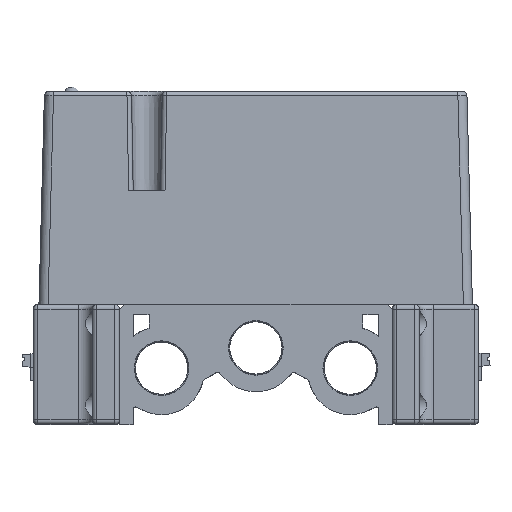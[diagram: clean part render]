
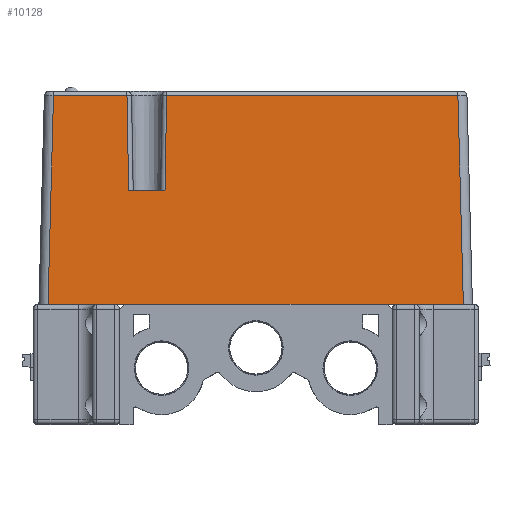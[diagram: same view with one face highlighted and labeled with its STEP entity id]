
A CAD part, front view. The second image highlights one B-rep face of the part: STEP entity #10128.
In plain terms, the highlighted planar face has unit normal (0, -1, 0.026).
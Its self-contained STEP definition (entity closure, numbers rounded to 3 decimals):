
#3696=FACE_OUTER_BOUND('',#45441,.T.);
#10128=ADVANCED_FACE('',(#3696),#15440,.T.);
#15440=PLANE('',#113286);
#18791=LINE('',#151868,#30772);
#21245=LINE('',#159396,#33226);
#21577=LINE('',#160293,#33558);
#21578=LINE('',#160296,#33559);
#21579=LINE('',#160298,#33560);
#21580=LINE('',#160300,#33561);
#21581=LINE('',#160302,#33562);
#21582=LINE('',#160304,#33563);
#21583=LINE('',#160306,#33564);
#21584=LINE('',#160307,#33565);
#30772=VECTOR('',#120445,1.);
#33226=VECTOR('',#126125,1.);
#33558=VECTOR('',#126771,1.);
#33559=VECTOR('',#126772,1.);
#33560=VECTOR('',#126773,1.);
#33561=VECTOR('',#126774,1.);
#33562=VECTOR('',#126775,1.);
#33563=VECTOR('',#126776,1.);
#33564=VECTOR('',#126777,1.);
#33565=VECTOR('',#126778,1.);
#45441=EDGE_LOOP('',(#57904,#57905,#57906,#57907,#57908,#57909,#57910,#57911,
#57912,#57913));
#57904=ORIENTED_EDGE('',*,*,#96821,.T.);
#57905=ORIENTED_EDGE('',*,*,#96822,.T.);
#57906=ORIENTED_EDGE('',*,*,#96823,.F.);
#57907=ORIENTED_EDGE('',*,*,#96824,.T.);
#57908=ORIENTED_EDGE('',*,*,#96825,.T.);
#57909=ORIENTED_EDGE('',*,*,#96826,.T.);
#57910=ORIENTED_EDGE('',*,*,#96827,.T.);
#57911=ORIENTED_EDGE('',*,*,#96379,.T.);
#57912=ORIENTED_EDGE('',*,*,#93288,.T.);
#57913=ORIENTED_EDGE('',*,*,#96828,.T.);
#82592=VERTEX_POINT('',#151867);
#82593=VERTEX_POINT('',#151869);
#84622=VERTEX_POINT('',#159397);
#85030=VERTEX_POINT('',#160294);
#85031=VERTEX_POINT('',#160295);
#85032=VERTEX_POINT('',#160297);
#85033=VERTEX_POINT('',#160299);
#85034=VERTEX_POINT('',#160301);
#85035=VERTEX_POINT('',#160303);
#85036=VERTEX_POINT('',#160305);
#93288=EDGE_CURVE('',#82593,#82592,#18791,.T.);
#96379=EDGE_CURVE('',#84622,#82593,#21245,.T.);
#96821=EDGE_CURVE('',#85030,#85031,#21577,.T.);
#96822=EDGE_CURVE('',#85031,#85032,#21578,.T.);
#96823=EDGE_CURVE('',#85033,#85032,#21579,.T.);
#96824=EDGE_CURVE('',#85033,#85034,#21580,.T.);
#96825=EDGE_CURVE('',#85034,#85035,#21581,.T.);
#96826=EDGE_CURVE('',#85035,#85036,#21582,.T.);
#96827=EDGE_CURVE('',#85036,#84622,#21583,.T.);
#96828=EDGE_CURVE('',#82592,#85030,#21584,.T.);
#113286=AXIS2_PLACEMENT_3D('',#160308,#126779,#126780);
#120445=DIRECTION('',(1.,0.,0.));
#126125=DIRECTION('',(1.,0.,0.));
#126771=DIRECTION('',(-1.,0.,0.));
#126772=DIRECTION('',(-0.017,-0.026,-1.));
#126773=DIRECTION('',(1.,0.,0.));
#126774=DIRECTION('',(-0.017,0.026,1.));
#126775=DIRECTION('',(-1.,0.,0.));
#126776=DIRECTION('',(-0.026,-0.026,-0.999));
#126777=DIRECTION('',(1.,0.,0.));
#126778=DIRECTION('',(-0.026,0.026,0.999));
#126779=DIRECTION('',(0.,-1.,0.026));
#126780=DIRECTION('',(0.,-0.026,-1.));
#151867=CARTESIAN_POINT('',(895.686,-1316.826,-0.1));
#151868=CARTESIAN_POINT('',(880.05,-1316.826,-0.1));
#151869=CARTESIAN_POINT('',(881.05,-1316.826,-0.1));
#159396=CARTESIAN_POINT('',(880.05,-1316.826,-0.1));
#159397=CARTESIAN_POINT('',(819.05,-1316.826,-0.1));
#160293=CARTESIAN_POINT('',(829.05,-1315.624,45.826));
#160294=CARTESIAN_POINT('',(894.484,-1315.624,45.826));
#160295=CARTESIAN_POINT('',(830.415,-1315.624,45.826));
#160296=CARTESIAN_POINT('',(830.049,-1316.172,24.883));
#160297=CARTESIAN_POINT('',(830.05,-1316.172,24.9));
#160298=CARTESIAN_POINT('',(826.05,-1316.172,24.9));
#160299=CARTESIAN_POINT('',(822.05,-1316.172,24.9));
#160300=CARTESIAN_POINT('',(821.685,-1315.624,45.809));
#160301=CARTESIAN_POINT('',(821.685,-1315.624,45.826));
#160302=CARTESIAN_POINT('',(805.542,-1315.624,45.826));
#160303=CARTESIAN_POINT('',(805.516,-1315.624,45.826));
#160304=CARTESIAN_POINT('',(804.345,-1316.795,1.095));
#160305=CARTESIAN_POINT('',(804.314,-1316.826,-0.1));
#160306=CARTESIAN_POINT('',(880.05,-1316.826,-0.1));
#160307=CARTESIAN_POINT('',(895.655,-1316.795,1.095));
#160308=CARTESIAN_POINT('',(850.,-1316.826,-0.1));
